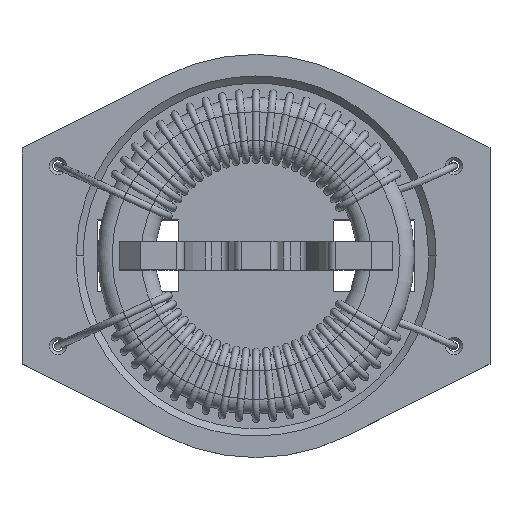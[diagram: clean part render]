
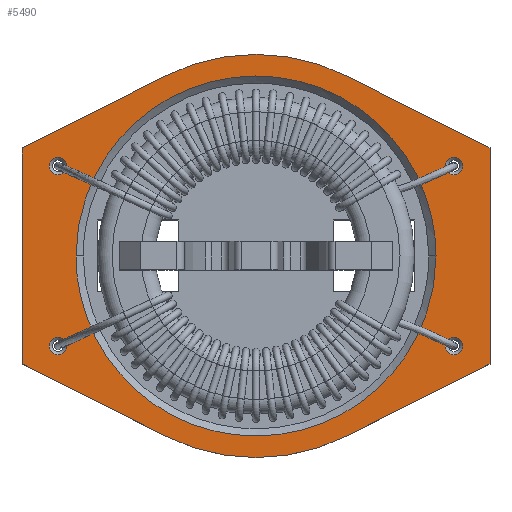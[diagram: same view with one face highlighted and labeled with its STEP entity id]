
A CAD part, top view. The second image highlights one B-rep face of the part: STEP entity #5490.
In plain terms, the highlighted face is planar.
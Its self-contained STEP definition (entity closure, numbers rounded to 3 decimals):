
#30=B_SPLINE_CURVE_WITH_KNOTS('',3,(#19631,#19632,#19633,#19634,#19635,
#19636,#19637,#19638,#19639,#19640,#19641),.UNSPECIFIED.,.F.,.F.,(4,1,1,
1,1,1,1,1,4),(0.,0.125,0.25,0.375,0.5,0.625,0.75,0.875,1.),
 .UNSPECIFIED.);
#31=B_SPLINE_CURVE_WITH_KNOTS('',3,(#19694,#19695,#19696,#19697,#19698,
#19699,#19700,#19701,#19702,#19703,#19704),.UNSPECIFIED.,.F.,.F.,(4,1,1,
1,1,1,1,1,4),(0.,0.125,0.25,0.375,0.5,0.625,0.75,0.875,1.),
 .UNSPECIFIED.);
#132=LINE('',#19738,#252);
#133=LINE('',#19743,#253);
#134=LINE('',#19745,#254);
#135=LINE('',#19747,#255);
#136=LINE('',#19751,#256);
#137=LINE('',#19753,#257);
#252=VECTOR('',#10512,1000.);
#253=VECTOR('',#10515,1000.);
#254=VECTOR('',#10516,1000.);
#255=VECTOR('',#10517,1000.);
#256=VECTOR('',#10520,1000.);
#257=VECTOR('',#10521,1000.);
#416=PLANE('',#8825);
#1700=ORIENTED_EDGE('',*,*,#2308,.T.);
#1701=ORIENTED_EDGE('',*,*,#2309,.T.);
#1702=ORIENTED_EDGE('',*,*,#2312,.F.);
#1703=ORIENTED_EDGE('',*,*,#2315,.F.);
#1704=ORIENTED_EDGE('',*,*,#2318,.F.);
#1705=ORIENTED_EDGE('',*,*,#2321,.F.);
#1706=ORIENTED_EDGE('',*,*,#2322,.T.);
#1707=ORIENTED_EDGE('',*,*,#2323,.T.);
#1708=ORIENTED_EDGE('',*,*,#2324,.T.);
#1709=ORIENTED_EDGE('',*,*,#2325,.T.);
#1710=ORIENTED_EDGE('',*,*,#2326,.T.);
#1711=ORIENTED_EDGE('',*,*,#2327,.T.);
#1712=ORIENTED_EDGE('',*,*,#2328,.T.);
#1713=ORIENTED_EDGE('',*,*,#2329,.T.);
#2308=EDGE_CURVE('',#2820,#2821,#30,.T.);
#2309=EDGE_CURVE('',#2821,#2820,#31,.T.);
#2312=EDGE_CURVE('',#2824,#2824,#3278,.T.);
#2315=EDGE_CURVE('',#2827,#2827,#3281,.T.);
#2318=EDGE_CURVE('',#2830,#2830,#3284,.T.);
#2321=EDGE_CURVE('',#2833,#2833,#3287,.T.);
#2322=EDGE_CURVE('',#2834,#2835,#132,.T.);
#2323=EDGE_CURVE('',#2835,#2836,#3288,.T.);
#2324=EDGE_CURVE('',#2836,#2837,#133,.T.);
#2325=EDGE_CURVE('',#2837,#2838,#134,.T.);
#2326=EDGE_CURVE('',#2838,#2839,#135,.T.);
#2327=EDGE_CURVE('',#2839,#2840,#3289,.T.);
#2328=EDGE_CURVE('',#2840,#2841,#136,.T.);
#2329=EDGE_CURVE('',#2841,#2834,#137,.T.);
#2820=VERTEX_POINT('',#19628);
#2821=VERTEX_POINT('',#19630);
#2824=VERTEX_POINT('',#19712);
#2827=VERTEX_POINT('',#19720);
#2830=VERTEX_POINT('',#19728);
#2833=VERTEX_POINT('',#19736);
#2834=VERTEX_POINT('',#19739);
#2835=VERTEX_POINT('',#19740);
#2836=VERTEX_POINT('',#19742);
#2837=VERTEX_POINT('',#19744);
#2838=VERTEX_POINT('',#19746);
#2839=VERTEX_POINT('',#19748);
#2840=VERTEX_POINT('',#19750);
#2841=VERTEX_POINT('',#19752);
#3278=CIRCLE('',#8809,0.6);
#3281=CIRCLE('',#8814,0.6);
#3284=CIRCLE('',#8819,0.6);
#3287=CIRCLE('',#8824,0.6);
#3288=CIRCLE('',#8826,14.);
#3289=CIRCLE('',#8827,14.);
#4099=EDGE_LOOP('',(#1700,#1701));
#4100=EDGE_LOOP('',(#1702));
#4101=EDGE_LOOP('',(#1703));
#4102=EDGE_LOOP('',(#1704));
#4103=EDGE_LOOP('',(#1705));
#4104=EDGE_LOOP('',(#1706,#1707,#1708,#1709,#1710,#1711,#1712,#1713));
#4929=FACE_BOUND('',#4099,.T.);
#4930=FACE_BOUND('',#4100,.T.);
#4931=FACE_BOUND('',#4101,.T.);
#4932=FACE_BOUND('',#4102,.T.);
#4933=FACE_BOUND('',#4103,.T.);
#4934=FACE_BOUND('',#4104,.T.);
#5490=ADVANCED_FACE('',(#4929,#4930,#4931,#4932,#4933,#4934),#416,.T.);
#8809=AXIS2_PLACEMENT_3D('',#19711,#10478,#10479);
#8814=AXIS2_PLACEMENT_3D('',#19719,#10488,#10489);
#8819=AXIS2_PLACEMENT_3D('',#19727,#10498,#10499);
#8824=AXIS2_PLACEMENT_3D('',#19735,#10508,#10509);
#8825=AXIS2_PLACEMENT_3D('',#19737,#10510,#10511);
#8826=AXIS2_PLACEMENT_3D('',#19741,#10513,#10514);
#8827=AXIS2_PLACEMENT_3D('',#19749,#10518,#10519);
#10478=DIRECTION('',(0.,1.,0.));
#10479=DIRECTION('',(-1.,0.,0.));
#10488=DIRECTION('',(0.,1.,0.));
#10489=DIRECTION('',(-1.,0.,0.));
#10498=DIRECTION('',(0.,1.,0.));
#10499=DIRECTION('',(-1.,0.,0.));
#10508=DIRECTION('',(0.,1.,0.));
#10509=DIRECTION('',(-1.,0.,0.));
#10510=DIRECTION('',(0.,1.,0.));
#10511=DIRECTION('',(1.,0.,0.));
#10512=DIRECTION('',(0.893,0.,0.449));
#10513=DIRECTION('',(0.,1.,0.));
#10514=DIRECTION('',(-0.449,0.,0.893));
#10515=DIRECTION('',(0.893,0.,-0.449));
#10516=DIRECTION('',(0.,0.,-1.));
#10517=DIRECTION('',(-0.893,0.,-0.449));
#10518=DIRECTION('',(0.,1.,0.));
#10519=DIRECTION('',(0.449,0.,-0.893));
#10520=DIRECTION('',(-0.893,0.,0.449));
#10521=DIRECTION('',(0.,0.,1.));
#19628=CARTESIAN_POINT('',(12.5,1.,0.));
#19630=CARTESIAN_POINT('',(-12.5,1.,0.));
#19631=CARTESIAN_POINT('',(12.5,1.,0.));
#19632=CARTESIAN_POINT('',(12.5,1.,1.641));
#19633=CARTESIAN_POINT('',(11.849,1.,4.906));
#19634=CARTESIAN_POINT('',(9.069,1.,9.07));
#19635=CARTESIAN_POINT('',(4.908,1.,11.849));
#19636=CARTESIAN_POINT('',(0.,1.,12.826));
#19637=CARTESIAN_POINT('',(-4.908,1.,11.849));
#19638=CARTESIAN_POINT('',(-9.069,1.,9.07));
#19639=CARTESIAN_POINT('',(-11.849,1.,4.905));
#19640=CARTESIAN_POINT('',(-12.5,1.,1.642));
#19641=CARTESIAN_POINT('',(-12.5,1.,0.));
#19694=CARTESIAN_POINT('',(-12.5,1.,0.));
#19695=CARTESIAN_POINT('',(-12.5,1.,-1.641));
#19696=CARTESIAN_POINT('',(-11.849,1.,-4.906));
#19697=CARTESIAN_POINT('',(-9.069,1.,-9.07));
#19698=CARTESIAN_POINT('',(-4.908,1.,-11.849));
#19699=CARTESIAN_POINT('',(0.,1.,-12.826));
#19700=CARTESIAN_POINT('',(4.908,1.,-11.849));
#19701=CARTESIAN_POINT('',(9.069,1.,-9.07));
#19702=CARTESIAN_POINT('',(11.849,1.,-4.905));
#19703=CARTESIAN_POINT('',(12.5,1.,-1.642));
#19704=CARTESIAN_POINT('',(12.5,1.,0.));
#19711=CARTESIAN_POINT('',(13.75,1.,6.25));
#19712=CARTESIAN_POINT('',(13.15,1.,6.25));
#19719=CARTESIAN_POINT('',(13.75,1.,-6.25));
#19720=CARTESIAN_POINT('',(13.15,1.,-6.25));
#19727=CARTESIAN_POINT('',(-13.75,1.,6.25));
#19728=CARTESIAN_POINT('',(-14.35,1.,6.25));
#19735=CARTESIAN_POINT('',(-13.75,1.,-6.25));
#19736=CARTESIAN_POINT('',(-14.35,1.,-6.25));
#19737=CARTESIAN_POINT('',(0.,1.,0.));
#19738=CARTESIAN_POINT('',(-16.25,1.,7.5));
#19739=CARTESIAN_POINT('',(-16.25,1.,7.5));
#19740=CARTESIAN_POINT('',(-6.289,1.,12.508));
#19741=CARTESIAN_POINT('',(0.,1.,0.));
#19742=CARTESIAN_POINT('',(6.289,1.,12.508));
#19743=CARTESIAN_POINT('',(6.289,1.,12.508));
#19744=CARTESIAN_POINT('',(16.25,1.,7.5));
#19745=CARTESIAN_POINT('',(16.25,1.,7.5));
#19746=CARTESIAN_POINT('',(16.25,1.,-7.5));
#19747=CARTESIAN_POINT('',(16.25,1.,-7.5));
#19748=CARTESIAN_POINT('',(6.289,1.,-12.508));
#19749=CARTESIAN_POINT('',(0.,1.,0.));
#19750=CARTESIAN_POINT('',(-6.289,1.,-12.508));
#19751=CARTESIAN_POINT('',(-6.289,1.,-12.508));
#19752=CARTESIAN_POINT('',(-16.25,1.,-7.5));
#19753=CARTESIAN_POINT('',(-16.25,1.,-7.5));
